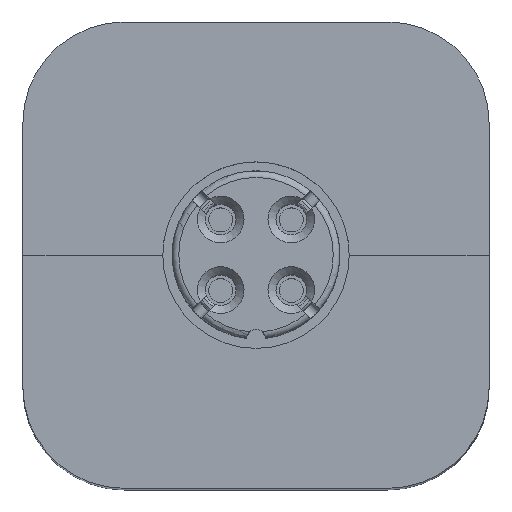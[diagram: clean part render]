
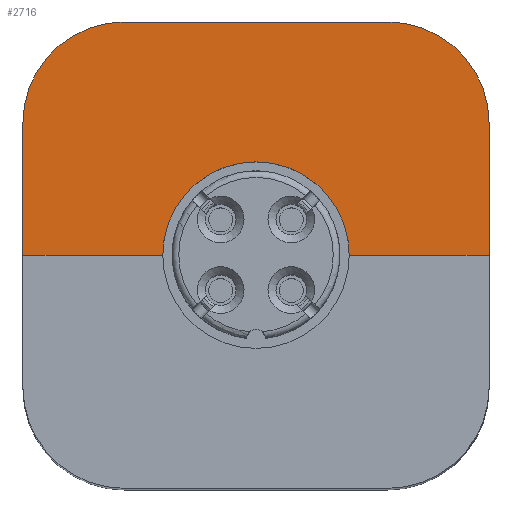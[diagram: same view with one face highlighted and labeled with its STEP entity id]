
A CAD part, top view. The second image highlights one B-rep face of the part: STEP entity #2716.
In plain terms, the highlighted planar face has unit normal (0, 0, 1).
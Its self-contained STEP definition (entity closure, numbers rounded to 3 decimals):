
#173=CIRCLE('',#2950,7.);
#174=CIRCLE('',#2952,7.601);
#175=CIRCLE('',#2953,7.601);
#331=FACE_OUTER_BOUND('',#480,.T.);
#480=EDGE_LOOP('',(#2322,#2323,#2324,#2325,#2326,#2327,#2328,#2329));
#695=LINE('',#4760,#957);
#696=LINE('',#4764,#958);
#697=LINE('',#4768,#959);
#698=LINE('',#4769,#960);
#699=LINE('',#4770,#961);
#957=VECTOR('',#3552,10.);
#958=VECTOR('',#3555,10.);
#959=VECTOR('',#3558,10.);
#960=VECTOR('',#3559,10.);
#961=VECTOR('',#3560,10.);
#1249=VERTEX_POINT('',#4752);
#1250=VERTEX_POINT('',#4754);
#1251=VERTEX_POINT('',#4758);
#1252=VERTEX_POINT('',#4759);
#1253=VERTEX_POINT('',#4761);
#1254=VERTEX_POINT('',#4763);
#1255=VERTEX_POINT('',#4765);
#1256=VERTEX_POINT('',#4767);
#1618=EDGE_CURVE('',#1250,#1249,#173,.T.);
#1620=EDGE_CURVE('',#1251,#1252,#695,.T.);
#1621=EDGE_CURVE('',#1252,#1253,#174,.T.);
#1622=EDGE_CURVE('',#1253,#1254,#696,.T.);
#1623=EDGE_CURVE('',#1254,#1255,#175,.T.);
#1624=EDGE_CURVE('',#1255,#1256,#697,.T.);
#1625=EDGE_CURVE('',#1256,#1250,#698,.T.);
#1626=EDGE_CURVE('',#1249,#1251,#699,.T.);
#2322=ORIENTED_EDGE('',*,*,#1620,.T.);
#2323=ORIENTED_EDGE('',*,*,#1621,.T.);
#2324=ORIENTED_EDGE('',*,*,#1622,.T.);
#2325=ORIENTED_EDGE('',*,*,#1623,.T.);
#2326=ORIENTED_EDGE('',*,*,#1624,.T.);
#2327=ORIENTED_EDGE('',*,*,#1625,.T.);
#2328=ORIENTED_EDGE('',*,*,#1618,.T.);
#2329=ORIENTED_EDGE('',*,*,#1626,.T.);
#2583=PLANE('',#2951);
#2716=ADVANCED_FACE('',(#331),#2583,.T.);
#2950=AXIS2_PLACEMENT_3D('',#4755,#3547,#3548);
#2951=AXIS2_PLACEMENT_3D('',#4757,#3550,#3551);
#2952=AXIS2_PLACEMENT_3D('',#4762,#3553,#3554);
#2953=AXIS2_PLACEMENT_3D('',#4766,#3556,#3557);
#3547=DIRECTION('center_axis',(0.,0.,-1.));
#3548=DIRECTION('ref_axis',(1.,0.,0.));
#3550=DIRECTION('center_axis',(0.,0.,1.));
#3551=DIRECTION('ref_axis',(1.,0.,0.));
#3552=DIRECTION('',(0.,1.,0.));
#3553=DIRECTION('center_axis',(0.,0.,1.));
#3554=DIRECTION('ref_axis',(1.,0.,0.));
#3555=DIRECTION('',(-1.,0.,0.));
#3556=DIRECTION('center_axis',(0.,0.,1.));
#3557=DIRECTION('ref_axis',(1.,0.,0.));
#3558=DIRECTION('',(0.,-1.,0.));
#3559=DIRECTION('',(1.,0.,0.));
#3560=DIRECTION('',(1.,0.,0.));
#4752=CARTESIAN_POINT('',(7.,0.,2.15));
#4754=CARTESIAN_POINT('',(-7.,0.,2.15));
#4755=CARTESIAN_POINT('Origin',(0.,0.,2.15));
#4757=CARTESIAN_POINT('Origin',(0.,8.75,2.15));
#4758=CARTESIAN_POINT('',(17.5,0.,2.15));
#4759=CARTESIAN_POINT('',(17.5,9.899,2.15));
#4760=CARTESIAN_POINT('',(17.5,-17.5,2.15));
#4761=CARTESIAN_POINT('',(9.899,17.5,2.15));
#4762=CARTESIAN_POINT('Origin',(9.899,9.899,2.15));
#4763=CARTESIAN_POINT('',(-9.899,17.5,2.15));
#4764=CARTESIAN_POINT('',(17.5,17.5,2.15));
#4765=CARTESIAN_POINT('',(-17.5,9.899,2.15));
#4766=CARTESIAN_POINT('Origin',(-9.899,9.899,2.15));
#4767=CARTESIAN_POINT('',(-17.5,0.,2.15));
#4768=CARTESIAN_POINT('',(-17.5,17.5,2.15));
#4769=CARTESIAN_POINT('',(17.5,0.,2.15));
#4770=CARTESIAN_POINT('',(17.5,0.,2.15));
